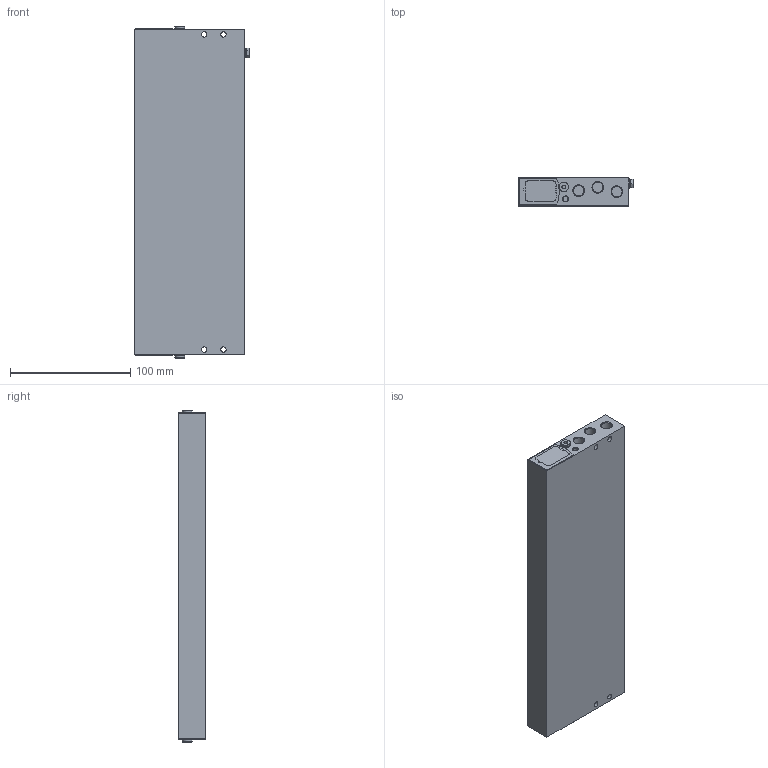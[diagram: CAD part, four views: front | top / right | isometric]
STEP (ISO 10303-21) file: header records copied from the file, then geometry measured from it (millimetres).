
FILE_DESCRIPTION(/* description */ ('STEP AP214'),/* implementation_level */ '2;1');
FILE_NAME(/* name */ '573931_VABM-L1-10HW-G18-20-M-GR',/* time_stamp */ '2024-09-16T00:49:17+02:00',/* author */ ('License CC BY-ND 4.0'),/* organization */ ('CADENAS'),/* preprocessor_version */ 'ST-DEVELOPER v19.3',/* originating_system */ 'PARTsolutions',/* authorisation */ ' ');
FILE_SCHEMA (('INTEGRATED_CNC_SCHEMA','AUTOMOTIVE_DESIGN {1 0 10303 214 3 1 1}'));
Length unit declared in the file: millimetre
Products named in the file (4): 573931 VABM-L1-10HW-G18-20-M-GR; 573931 VABM-L1-10HW-G18-20-M-GR---(L1-P); 174308 B-M5-B; 1351177 VABM---(VS)
Assembly tree (4 placements, depth 2):
  573931 VABM-L1-10HW-G18-20-M-GR
    573931 VABM-L1-10HW-G18-20-M-GR---(L1-P)
    174308 B-M5-B  x2
    1351177 VABM---(VS)
Bounding box: 95.5 x 23 x 276 mm (x, y, z)
Volume: 421918.8 mm3; surface area: 114214.7 mm2
Topology: 4 solids, 4 shells, 1278 faces, 2840 edges, 1827 vertices
Faces by surface type: plane 556, cylinder 470, cone 244, torus 8
Full cylindrical faces by diameter (mm): 0.7 x2, 0.9 x2, 1.567 x40, 1.6 x20, 1.8 x20, 2.459 x4, 2.6 x3, 2.7 x40, 3.3 x1, 3.4 x2, 3.6 x1, 4 x160, 4.134 x6, 4.5 x4, 5 x3, 5.917 x40, 7 x1, 7.2 x2, 7.8 x1, 8 x45, 8.566 x6
Entity records: 31569 total; most frequent: DIRECTION 5604, CARTESIAN_POINT 5315, ORIENTED_EDGE 4054, AXIS2_PLACEMENT_3D 2392, FACE_BOUND 2366, EDGE_LOOP 2320, EDGE_CURVE 2027, VERTEX_POINT 1709
